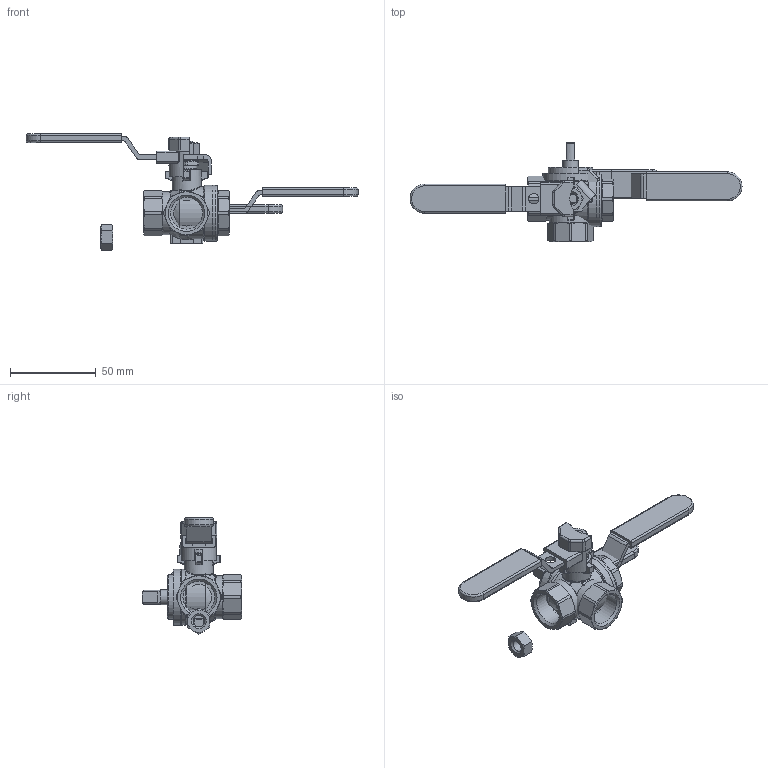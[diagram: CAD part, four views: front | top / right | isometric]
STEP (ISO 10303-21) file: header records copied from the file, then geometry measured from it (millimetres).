
FILE_DESCRIPTION( ( 'Unknown' ), '1' );
FILE_NAME( '9350-04_STEP-KUNDE.stp', 'Unknown', ( 'Unknown' ), ( 'Unknown' ), 'PSStep 13.0', 'Unknown', ' ' );
FILE_SCHEMA( ( 'AUTOMOTIVE_DESIGN { 1 0 10303 214 1 1 1 1 }' ) );
Length unit declared in the file: millimetre
Products named in the file (11): 9380__1_2_Zusammenbau-oa1; Assem1; Edelstahlgriff-DN10_DN15_DN20; Spindel__1_2; Edelstahlgriff_ DN10_DN15_DN20; Schlie_lasche _DN10_DN15_DN20; Edelstahlgriff Ummantelung DN10_DN15_DN20; Stopfbuchse__1_2 - 3_4; Körper__1_2; Einschraubteil__1_2; 600-1_2-Mutter
Bounding box: 193.77 x 58 x 67.76 mm (x, y, z)
Volume: 83629.3 mm3; surface area: 75717 mm2
Topology: 23 solids, 23 shells, 1057 faces, 2615 edges, 1613 vertices
Faces by surface type: plane 382, cylinder 362, cone 172, bspline 63, torus 51, sphere 27
Full cylindrical faces by diameter (mm): 6 x3, 6.75 x2, 9 x6, 9.3 x3, 11 x3, 11.835 x6, 12 x6, 14 x3, 15 x6, 17 x3, 18.631 x12, 21 x6, 24.376 x3, 25 x3, 26 x6, 27 x3, 29.2 x3, 31 x3, 32.5 x6
Entity records: 15763 total; most frequent: CARTESIAN_POINT 4696, DIRECTION 1700, ORIENTED_EDGE 1616, EDGE_CURVE 808, AXIS2_PLACEMENT_3D 683, VERTEX_POINT 526, EDGE_LOOP 438, FACE_OUTER_BOUND 392
